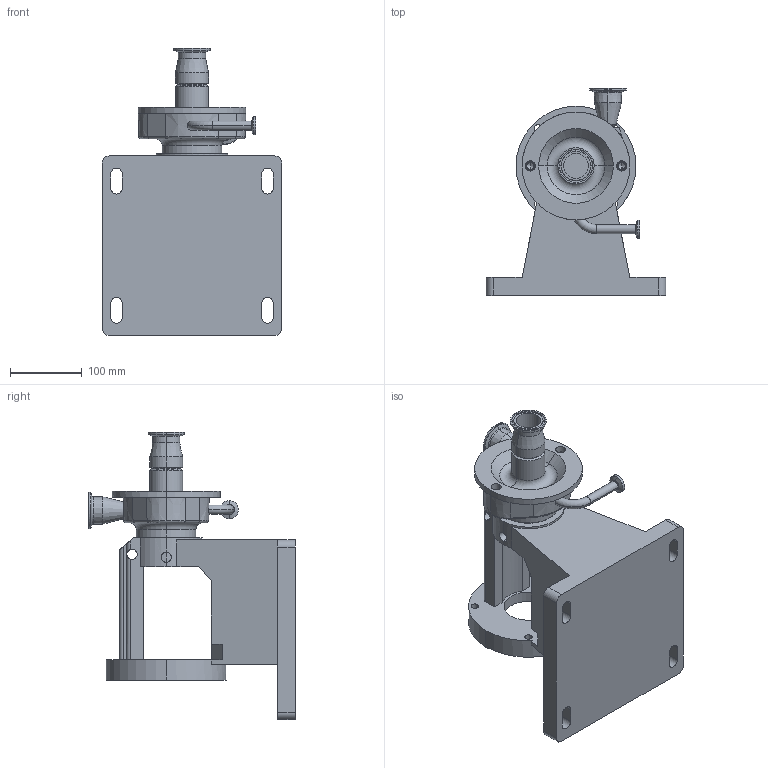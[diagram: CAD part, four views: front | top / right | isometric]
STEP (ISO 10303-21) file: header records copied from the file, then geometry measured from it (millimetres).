
FILE_DESCRIPTION (( 'STEP AP214' ), '1' );
FILE_NAME ('FP 700 140TC VERTICAL 1-2 In ELBOW RIGHT.STEP', '2010-03-02T19:50:03', ( ' ' ), ( '' ), 'SwSTEP 2.0', 'SolidWorks 2010', '' );
FILE_SCHEMA (( 'AUTOMOTIVE_DESIGN' ));
Length unit declared in the file: millimetre
Products named in the file (2): FP 700 140TC VERTICAL 1-2 In ELBOW RIGHT; FP 700 140TC VERTICAL 1-2 In ELBOW RIGHT^1275000102
Assembly tree (1 placements, depth 2):
  FP 700 140TC VERTICAL 1-2 In ELBOW RIGHT
    FP 700 140TC VERTICAL 1-2 In ELBOW RIGHT^1275000102
Bounding box: 250 x 288 x 399.6 mm (x, y, z)
Volume: 5348490.8 mm3; surface area: 451955.7 mm2
Topology: 1 solids, 1 shells, 314 faces, 806 edges, 497 vertices
Faces by surface type: cylinder 128, plane 84, cone 60, torus 41, sphere 1
Entity records: 10408 total; most frequent: CARTESIAN_POINT 2467, DIRECTION 1777, ORIENTED_EDGE 1604, EDGE_CURVE 802, AXIS2_PLACEMENT_3D 702, VERTEX_POINT 497, CIRCLE 384, VECTOR 373
